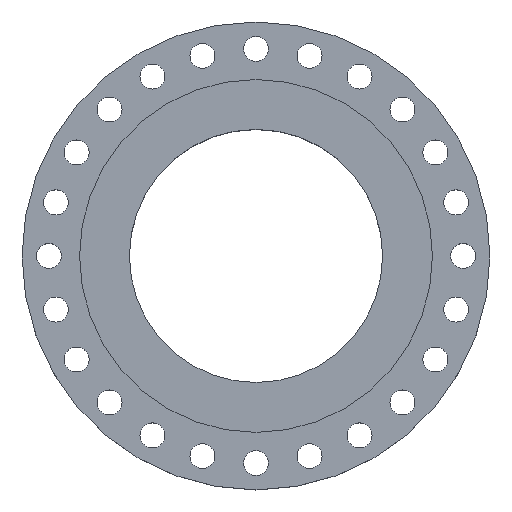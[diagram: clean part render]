
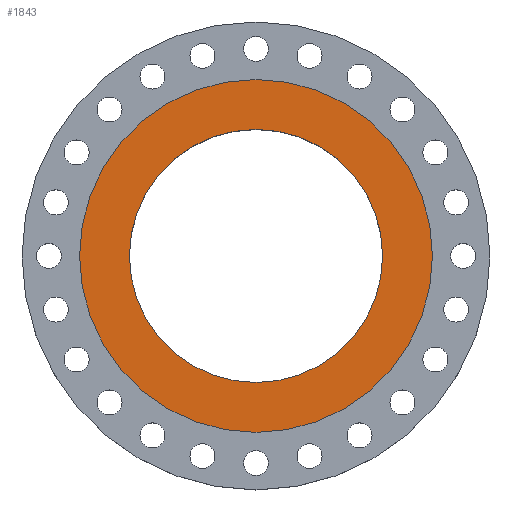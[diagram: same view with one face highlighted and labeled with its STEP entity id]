
A CAD part, top view. The second image highlights one B-rep face of the part: STEP entity #1843.
In plain terms, the highlighted planar face has unit normal (0, 0, 1).
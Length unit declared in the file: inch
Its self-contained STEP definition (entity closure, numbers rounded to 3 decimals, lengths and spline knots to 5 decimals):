
#14 = DIRECTION ( 'NONE',  ( 1., 0., 0. ) ) ;
#16 = VERTEX_POINT ( 'NONE', #1701 ) ;
#31 = EDGE_CURVE ( 'NONE', #1001, #16, #2014, .T. ) ;
#349 = EDGE_CURVE ( 'NONE', #16, #1001, #2211, .T. ) ;
#355 = VERTEX_POINT ( 'NONE', #1307 ) ;
#369 = AXIS2_PLACEMENT_3D ( 'NONE', #1202, #1765, #1792 ) ;
#379 = CARTESIAN_POINT ( 'NONE',  ( 0., 0., 0. ) ) ;
#430 = CARTESIAN_POINT ( 'NONE',  ( 0., 0., 0. ) ) ;
#653 = FACE_BOUND ( 'NONE', #1987, .T. ) ;
#654 = DIRECTION ( 'NONE',  ( 1., 0., 0. ) ) ;
#787 = AXIS2_PLACEMENT_3D ( 'NONE', #2380, #1661, #14 ) ;
#828 = AXIS2_PLACEMENT_3D ( 'NONE', #1910, #1943, #654 ) ;
#915 = EDGE_CURVE ( 'NONE', #355, #1823, #941, .T. ) ;
#941 = CIRCLE ( 'NONE', #828, 11.5 ) ;
#1001 = VERTEX_POINT ( 'NONE', #1919 ) ;
#1088 = AXIS2_PLACEMENT_3D ( 'NONE', #430, #1899, #1168 ) ;
#1168 = DIRECTION ( 'NONE',  ( 1., 0., 0. ) ) ;
#1202 = CARTESIAN_POINT ( 'NONE',  ( 0., 8.25, 0. ) ) ;
#1248 = FACE_OUTER_BOUND ( 'NONE', #1978, .T. ) ;
#1307 = CARTESIAN_POINT ( 'NONE',  ( -11.5, 0., 0. ) ) ;
#1323 = AXIS2_PLACEMENT_3D ( 'NONE', #379, #1344, #2084 ) ;
#1344 = DIRECTION ( 'NONE',  ( 0., 0., 1. ) ) ;
#1415 = PLANE ( 'NONE',  #369 ) ;
#1448 = CARTESIAN_POINT ( 'NONE',  ( 11.5, 0., 0. ) ) ;
#1470 = ORIENTED_EDGE ( 'NONE', *, *, #349, .F. ) ;
#1486 = CIRCLE ( 'NONE', #787, 11.5 ) ;
#1661 = DIRECTION ( 'NONE',  ( 0., 0., 1. ) ) ;
#1701 = CARTESIAN_POINT ( 'NONE',  ( -8.25, 0., 0. ) ) ;
#1765 = DIRECTION ( 'NONE',  ( 0., 0., -1. ) ) ;
#1792 = DIRECTION ( 'NONE',  ( -1., 0., 0. ) ) ;
#1823 = VERTEX_POINT ( 'NONE', #1448 ) ;
#1843 = ADVANCED_FACE ( 'NONE', ( #653, #1248 ), #1415, .F. ) ;
#1899 = DIRECTION ( 'NONE',  ( 0., 0., 1. ) ) ;
#1910 = CARTESIAN_POINT ( 'NONE',  ( 0., 0., 0. ) ) ;
#1919 = CARTESIAN_POINT ( 'NONE',  ( 8.25, 0., 0. ) ) ;
#1943 = DIRECTION ( 'NONE',  ( 0., 0., 1. ) ) ;
#1978 = EDGE_LOOP ( 'NONE', ( #2041, #2385 ) ) ;
#1987 = EDGE_LOOP ( 'NONE', ( #2164, #1470 ) ) ;
#2014 = CIRCLE ( 'NONE', #1088, 8.25 ) ;
#2041 = ORIENTED_EDGE ( 'NONE', *, *, #2376, .T. ) ;
#2084 = DIRECTION ( 'NONE',  ( 1., 0., 0. ) ) ;
#2164 = ORIENTED_EDGE ( 'NONE', *, *, #31, .F. ) ;
#2211 = CIRCLE ( 'NONE', #1323, 8.25 ) ;
#2376 = EDGE_CURVE ( 'NONE', #1823, #355, #1486, .T. ) ;
#2380 = CARTESIAN_POINT ( 'NONE',  ( 0., 0., 0. ) ) ;
#2385 = ORIENTED_EDGE ( 'NONE', *, *, #915, .T. ) ;
